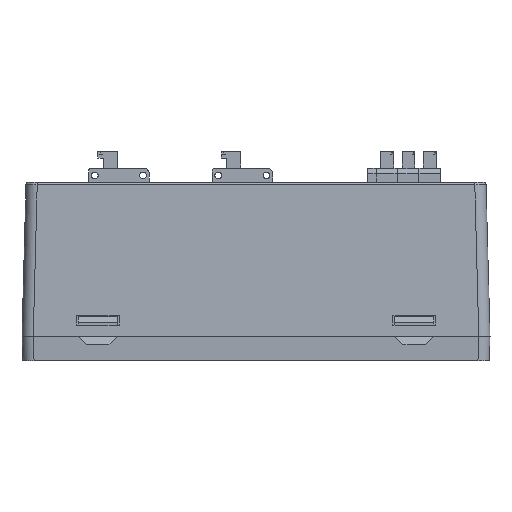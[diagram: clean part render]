
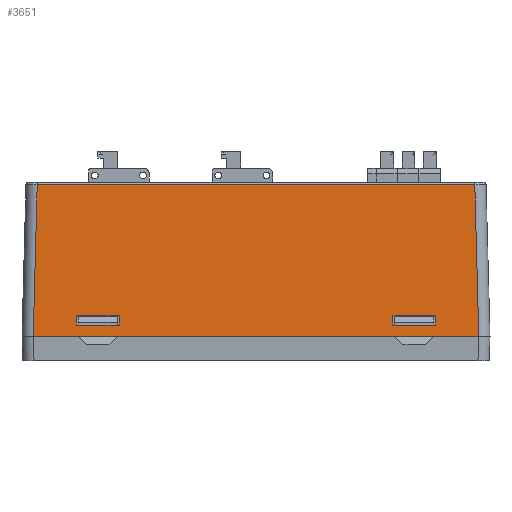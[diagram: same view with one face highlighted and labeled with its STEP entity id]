
A CAD part, front view. The second image highlights one B-rep face of the part: STEP entity #3651.
In plain terms, the highlighted planar face has unit normal (0, -1, 0.026).
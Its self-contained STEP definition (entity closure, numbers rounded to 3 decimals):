
#3651=ADVANCED_FACE('',(#9100,#9101,#9102),#6195,.T.);
#6195=PLANE('',#49258);
#9100=FACE_BOUND('',#10055,.T.);
#9101=FACE_BOUND('',#10056,.T.);
#9102=FACE_BOUND('',#10057,.T.);
#10055=EDGE_LOOP('',(#13712,#13713,#13714,#13715));
#10056=EDGE_LOOP('',(#13716,#13717,#13718,#13719));
#10057=EDGE_LOOP('',(#13720,#13721,#13722,#13723));
#13712=ORIENTED_EDGE('',*,*,#31982,.T.);
#13713=ORIENTED_EDGE('',*,*,#31740,.T.);
#13714=ORIENTED_EDGE('',*,*,#31984,.T.);
#13715=ORIENTED_EDGE('',*,*,#31702,.F.);
#13716=ORIENTED_EDGE('',*,*,#32006,.T.);
#13717=ORIENTED_EDGE('',*,*,#32009,.T.);
#13718=ORIENTED_EDGE('',*,*,#31707,.F.);
#13719=ORIENTED_EDGE('',*,*,#32010,.T.);
#13720=ORIENTED_EDGE('',*,*,#31996,.T.);
#13721=ORIENTED_EDGE('',*,*,#31744,.T.);
#13722=ORIENTED_EDGE('',*,*,#31987,.T.);
#13723=ORIENTED_EDGE('',*,*,#31994,.F.);
#27040=VERTEX_POINT('',#66277);
#27041=VERTEX_POINT('',#66279);
#27045=VERTEX_POINT('',#66288);
#27046=VERTEX_POINT('',#66290);
#27076=VERTEX_POINT('',#66351);
#27078=VERTEX_POINT('',#66355);
#27080=VERTEX_POINT('',#66360);
#27082=VERTEX_POINT('',#66364);
#27296=VERTEX_POINT('',#66945);
#27302=VERTEX_POINT('',#66959);
#27303=VERTEX_POINT('',#66982);
#27304=VERTEX_POINT('',#66984);
#31702=EDGE_CURVE('',#27040,#27041,#38630,.T.);
#31707=EDGE_CURVE('',#27045,#27046,#38634,.T.);
#31740=EDGE_CURVE('',#27076,#27078,#38660,.T.);
#31744=EDGE_CURVE('',#27080,#27082,#38664,.T.);
#31982=EDGE_CURVE('',#27040,#27076,#38870,.T.);
#31984=EDGE_CURVE('',#27078,#27041,#38872,.T.);
#31987=EDGE_CURVE('',#27082,#27296,#38875,.T.);
#31994=EDGE_CURVE('',#27302,#27296,#38882,.T.);
#31996=EDGE_CURVE('',#27302,#27080,#38884,.T.);
#32006=EDGE_CURVE('',#27304,#27303,#38893,.T.);
#32009=EDGE_CURVE('',#27303,#27046,#38894,.T.);
#32010=EDGE_CURVE('',#27045,#27304,#38895,.T.);
#38630=LINE('',#66278,#43953);
#38634=LINE('',#66289,#43957);
#38660=LINE('',#66356,#43983);
#38664=LINE('',#66365,#43987);
#38870=LINE('',#66937,#44193);
#38872=LINE('',#66940,#44195);
#38875=LINE('',#66946,#44198);
#38882=LINE('',#66960,#44205);
#38884=LINE('',#66963,#44207);
#38893=LINE('',#66983,#44216);
#38894=LINE('',#67005,#44217);
#38895=LINE('',#67007,#44218);
#43953=VECTOR('',#53214,1.);
#43957=VECTOR('',#53222,1.);
#43983=VECTOR('',#53264,1.);
#43987=VECTOR('',#53270,1.);
#44193=VECTOR('',#53556,1.);
#44195=VECTOR('',#53560,1.);
#44198=VECTOR('',#53565,1.);
#44205=VECTOR('',#53574,1.);
#44207=VECTOR('',#53578,1.);
#44216=VECTOR('',#53607,1.);
#44217=VECTOR('',#53612,1.);
#44218=VECTOR('',#53615,1.);
#49258=AXIS2_PLACEMENT_3D('',#67008,#53616,#53617);
#53214=DIRECTION('',(1.,0.,0.));
#53222=DIRECTION('',(-1.,0.,0.));
#53264=DIRECTION('',(1.,0.,0.));
#53270=DIRECTION('',(1.,0.,0.));
#53556=DIRECTION('',(0.,0.026,1.));
#53560=DIRECTION('',(0.,-0.026,-1.));
#53565=DIRECTION('',(0.,-0.026,-1.));
#53574=DIRECTION('',(1.,0.,0.));
#53578=DIRECTION('',(0.,0.026,1.));
#53607=DIRECTION('',(-1.,0.,0.));
#53612=DIRECTION('',(-0.026,-0.026,-0.999));
#53615=DIRECTION('',(-0.026,0.026,0.999));
#53616=DIRECTION('',(0.,-1.,0.026));
#53617=DIRECTION('',(0.,0.026,1.));
#66277=CARTESIAN_POINT('',(-928.528,3.891,-62.994));
#66278=CARTESIAN_POINT('',(-924.728,3.891,-62.994));
#66279=CARTESIAN_POINT('',(-920.894,3.891,-62.994));
#66288=CARTESIAN_POINT('',(-856.799,3.838,-65.02));
#66289=CARTESIAN_POINT('',(-857.543,3.838,-65.02));
#66290=CARTESIAN_POINT('',(-936.222,3.838,-65.02));
#66351=CARTESIAN_POINT('',(-928.528,3.937,-61.22));
#66355=CARTESIAN_POINT('',(-920.894,3.937,-61.22));
#66356=CARTESIAN_POINT('',(-900.489,3.937,-61.22));
#66360=CARTESIAN_POINT('',(-872.095,3.937,-61.22));
#66364=CARTESIAN_POINT('',(-864.495,3.937,-61.22));
#66365=CARTESIAN_POINT('',(-900.489,3.937,-61.22));
#66937=CARTESIAN_POINT('',(-928.528,3.832,-65.22));
#66940=CARTESIAN_POINT('',(-920.894,3.941,-61.086));
#66945=CARTESIAN_POINT('',(-864.495,3.891,-62.994));
#66946=CARTESIAN_POINT('',(-864.495,3.832,-65.22));
#66959=CARTESIAN_POINT('',(-872.095,3.891,-62.994));
#66960=CARTESIAN_POINT('',(-868.295,3.891,-62.994));
#66963=CARTESIAN_POINT('',(-872.095,3.832,-65.22));
#66982=CARTESIAN_POINT('',(-935.515,4.545,-38.007));
#66983=CARTESIAN_POINT('',(-900.489,4.545,-38.007));
#66984=CARTESIAN_POINT('',(-857.507,4.545,-38.007));
#67005=CARTESIAN_POINT('',(-936.173,3.887,-63.136));
#67007=CARTESIAN_POINT('',(-856.824,3.862,-64.077));
#67008=CARTESIAN_POINT('',(-900.489,3.832,-65.22));
